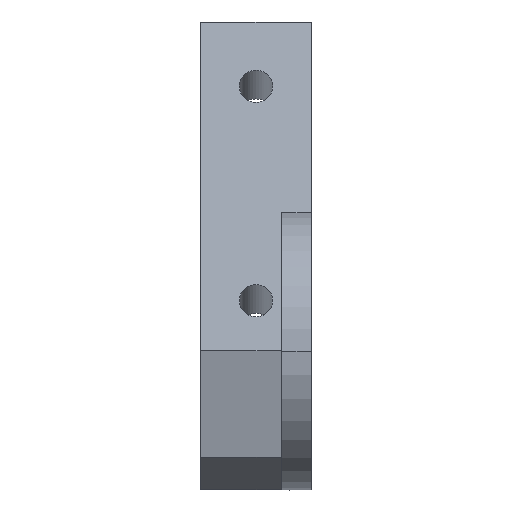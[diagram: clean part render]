
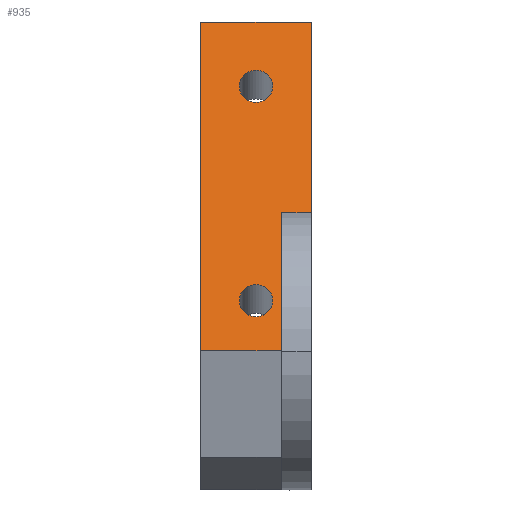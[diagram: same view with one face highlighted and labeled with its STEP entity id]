
A CAD part, front view. The second image highlights one B-rep face of the part: STEP entity #935.
In plain terms, the highlighted planar face has unit normal (0, -0.966, 0.259).
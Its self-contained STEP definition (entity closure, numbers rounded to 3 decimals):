
#3 = ORIENTED_EDGE ( 'NONE', *, *, #42, .F. ) ;
#22 = VECTOR ( 'NONE', #904, 1000. ) ;
#38 = AXIS2_PLACEMENT_3D ( 'NONE', #483, #986, #375 ) ;
#42 = EDGE_CURVE ( 'NONE', #1089, #217, #1023, .T. ) ;
#68 = CIRCLE ( 'NONE', #1103, 1.5 ) ;
#83 = DIRECTION ( 'NONE',  ( 0., 0.966, -0.259 ) ) ;
#88 = VERTEX_POINT ( 'NONE', #203 ) ;
#130 = VERTEX_POINT ( 'NONE', #392 ) ;
#148 = DIRECTION ( 'NONE',  ( 1., 0., 0. ) ) ;
#163 = AXIS2_PLACEMENT_3D ( 'NONE', #606, #83, #765 ) ;
#185 = EDGE_CURVE ( 'NONE', #1089, #372, #385, .T. ) ;
#203 = CARTESIAN_POINT ( 'NONE',  ( 40.478, 126.411, 56.689 ) ) ;
#217 = VERTEX_POINT ( 'NONE', #299 ) ;
#245 = DIRECTION ( 'NONE',  ( 0., 0.966, -0.259 ) ) ;
#278 = CARTESIAN_POINT ( 'NONE',  ( 37.478, 126.411, 56.689 ) ) ;
#287 = CIRCLE ( 'NONE', #38, 1.5 ) ;
#299 = CARTESIAN_POINT ( 'NONE',  ( 43.978, 120.023, 32.85 ) ) ;
#329 = CARTESIAN_POINT ( 'NONE',  ( 33.978, 120.008, 32.793 ) ) ;
#337 = EDGE_CURVE ( 'NONE', #88, #741, #732, .T. ) ;
#350 = CARTESIAN_POINT ( 'NONE',  ( 33.978, 120.023, 32.85 ) ) ;
#372 = VERTEX_POINT ( 'NONE', #478 ) ;
#375 = DIRECTION ( 'NONE',  ( 1., 0., 0. ) ) ;
#376 = EDGE_CURVE ( 'NONE', #217, #1105, #558, .T. ) ;
#383 = VECTOR ( 'NONE', #497, 1000. ) ;
#385 = LINE ( 'NONE', #838, #22 ) ;
#387 = EDGE_LOOP ( 'NONE', ( #897, #819, #567, #3 ) ) ;
#392 = CARTESIAN_POINT ( 'NONE',  ( 37.478, 121.235, 37.37 ) ) ;
#403 = EDGE_CURVE ( 'NONE', #130, #615, #287, .T. ) ;
#454 = DIRECTION ( 'NONE',  ( 1., 0., 0. ) ) ;
#478 = CARTESIAN_POINT ( 'NONE',  ( 33.978, 127.964, 62.484 ) ) ;
#483 = CARTESIAN_POINT ( 'NONE',  ( 38.978, 121.235, 37.37 ) ) ;
#497 = DIRECTION ( 'NONE',  ( 0., -0.259, -0.966 ) ) ;
#504 = DIRECTION ( 'NONE',  ( -1., 0., 0. ) ) ;
#510 = CARTESIAN_POINT ( 'NONE',  ( 41.978, 120.008, 32.793 ) ) ;
#558 = LINE ( 'NONE', #917, #1024 ) ;
#567 = ORIENTED_EDGE ( 'NONE', *, *, #376, .F. ) ;
#606 = CARTESIAN_POINT ( 'NONE',  ( 38.978, 126.411, 56.689 ) ) ;
#615 = VERTEX_POINT ( 'NONE', #1118 ) ;
#623 = EDGE_CURVE ( 'NONE', #1105, #372, #1134, .T. ) ;
#624 = ORIENTED_EDGE ( 'NONE', *, *, #403, .T. ) ;
#631 = CARTESIAN_POINT ( 'NONE',  ( 38.978, 121.235, 37.37 ) ) ;
#705 = ORIENTED_EDGE ( 'NONE', *, *, #948, .T. ) ;
#706 = ORIENTED_EDGE ( 'NONE', *, *, #337, .T. ) ;
#725 = VECTOR ( 'NONE', #1053, 1000. ) ;
#732 = CIRCLE ( 'NONE', #874, 1.5 ) ;
#735 = ORIENTED_EDGE ( 'NONE', *, *, #753, .T. ) ;
#741 = VERTEX_POINT ( 'NONE', #278 ) ;
#753 = EDGE_CURVE ( 'NONE', #615, #130, #68, .T. ) ;
#765 = DIRECTION ( 'NONE',  ( 1., 0., 0. ) ) ;
#774 = FACE_OUTER_BOUND ( 'NONE', #387, .T. ) ;
#819 = ORIENTED_EDGE ( 'NONE', *, *, #623, .F. ) ;
#838 = CARTESIAN_POINT ( 'NONE',  ( 41.978, 127.964, 62.484 ) ) ;
#845 = DIRECTION ( 'NONE',  ( 0., 0.966, -0.259 ) ) ;
#854 = FACE_BOUND ( 'NONE', #889, .T. ) ;
#874 = AXIS2_PLACEMENT_3D ( 'NONE', #1018, #845, #148 ) ;
#889 = EDGE_LOOP ( 'NONE', ( #735, #624 ) ) ;
#896 = DIRECTION ( 'NONE',  ( 0., 0.966, -0.259 ) ) ;
#897 = ORIENTED_EDGE ( 'NONE', *, *, #185, .T. ) ;
#904 = DIRECTION ( 'NONE',  ( -1., 0., 0. ) ) ;
#906 = AXIS2_PLACEMENT_3D ( 'NONE', #510, #245, #504 ) ;
#917 = CARTESIAN_POINT ( 'NONE',  ( 42.128, 120.023, 32.85 ) ) ;
#935 = ADVANCED_FACE ( 'NONE', ( #1033, #854, #774 ), #941, .F. ) ;
#941 = PLANE ( 'NONE',  #906 ) ;
#942 = CARTESIAN_POINT ( 'NONE',  ( 43.978, 118.133, 25.794 ) ) ;
#948 = EDGE_CURVE ( 'NONE', #741, #88, #1045, .T. ) ;
#986 = DIRECTION ( 'NONE',  ( 0., 0.966, -0.259 ) ) ;
#1001 = DIRECTION ( 'NONE',  ( -1., 0., 0. ) ) ;
#1018 = CARTESIAN_POINT ( 'NONE',  ( 38.978, 126.411, 56.689 ) ) ;
#1023 = LINE ( 'NONE', #942, #383 ) ;
#1024 = VECTOR ( 'NONE', #1001, 1000. ) ;
#1033 = FACE_BOUND ( 'NONE', #1081, .T. ) ;
#1035 = CARTESIAN_POINT ( 'NONE',  ( 43.978, 127.964, 62.484 ) ) ;
#1045 = CIRCLE ( 'NONE', #163, 1.5 ) ;
#1053 = DIRECTION ( 'NONE',  ( 0., 0.259, 0.966 ) ) ;
#1081 = EDGE_LOOP ( 'NONE', ( #706, #705 ) ) ;
#1089 = VERTEX_POINT ( 'NONE', #1035 ) ;
#1103 = AXIS2_PLACEMENT_3D ( 'NONE', #631, #896, #454 ) ;
#1105 = VERTEX_POINT ( 'NONE', #350 ) ;
#1118 = CARTESIAN_POINT ( 'NONE',  ( 40.478, 121.235, 37.37 ) ) ;
#1134 = LINE ( 'NONE', #329, #725 ) ;
